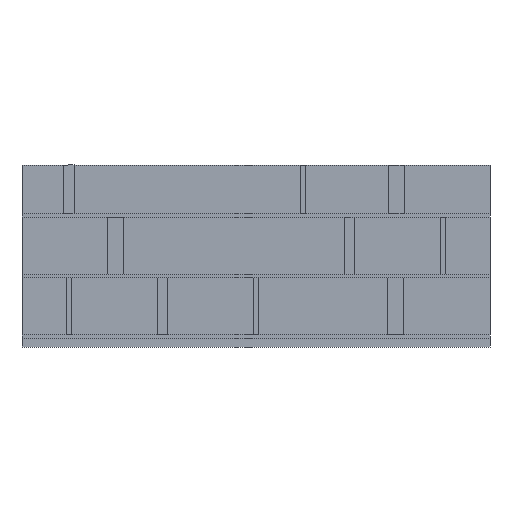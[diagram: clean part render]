
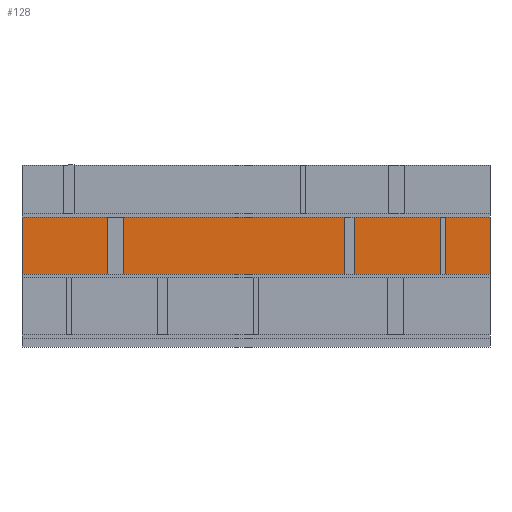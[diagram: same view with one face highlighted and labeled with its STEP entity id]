
A CAD part, front view. The second image highlights one B-rep face of the part: STEP entity #128.
In plain terms, the highlighted free-form (B-spline) face has degree [1, 1] with [2, 2] control points.
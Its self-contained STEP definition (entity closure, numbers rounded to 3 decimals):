
#128=ADVANCED_FACE($,(#230),#1182,.T.);
#230=FACE_OUTER_BOUND($,#332,.T.);
#332=EDGE_LOOP($,(#680,#681,#682,#683));
#680=ORIENTED_EDGE($,*,*,#927,.T.);
#681=ORIENTED_EDGE($,*,*,#924,.T.);
#682=ORIENTED_EDGE($,*,*,#926,.F.);
#683=ORIENTED_EDGE($,*,*,#921,.F.);
#921=EDGE_CURVE($,#1072,#1071,#1363,.T.);
#924=EDGE_CURVE($,#1075,#1074,#1366,.T.);
#926=EDGE_CURVE($,#1071,#1074,#1368,.T.);
#927=EDGE_CURVE($,#1072,#1075,#1369,.T.);
#1071=VERTEX_POINT($,#2279);
#1072=VERTEX_POINT($,#2280);
#1074=VERTEX_POINT($,#2282);
#1075=VERTEX_POINT($,#2283);
#1182=B_SPLINE_SURFACE_WITH_KNOTS($,1,1,((#2268,#2269),(#2270,#2271)),.UNSPECIFIED.,
.F.,.F.,.F.,(2,2),(2,2),(-350.,-20.),(0.,2700.),.UNSPECIFIED.);
#1363=B_SPLINE_CURVE_WITH_KNOTS($,1,(#2238,#2239),.UNSPECIFIED.,.F.,.F.,
(2,2),(20.,350.),.UNSPECIFIED.);
#1366=B_SPLINE_CURVE_WITH_KNOTS($,1,(#2244,#2245),.UNSPECIFIED.,.F.,.F.,
(2,2),(20.,350.),.UNSPECIFIED.);
#1368=B_SPLINE_CURVE_WITH_KNOTS($,1,(#2248,#2249),.UNSPECIFIED.,.F.,.F.,
(2,2),(0.,2700.),.UNSPECIFIED.);
#1369=B_SPLINE_CURVE_WITH_KNOTS($,1,(#2250,#2251),.UNSPECIFIED.,.F.,.F.,
(2,2),(0.,2700.),.UNSPECIFIED.);
#2238=CARTESIAN_POINT($,(304857.663,53109.391,750.));
#2239=CARTESIAN_POINT($,(304857.663,53109.391,420.));
#2244=CARTESIAN_POINT($,(302157.663,53109.391,750.));
#2245=CARTESIAN_POINT($,(302157.663,53109.391,420.));
#2248=CARTESIAN_POINT($,(304857.663,53109.391,420.));
#2249=CARTESIAN_POINT($,(302157.663,53109.391,420.));
#2250=CARTESIAN_POINT($,(304857.663,53109.391,750.));
#2251=CARTESIAN_POINT($,(302157.663,53109.391,750.));
#2268=CARTESIAN_POINT($,(304857.663,53109.391,420.));
#2269=CARTESIAN_POINT($,(302157.663,53109.391,420.));
#2270=CARTESIAN_POINT($,(304857.663,53109.391,750.));
#2271=CARTESIAN_POINT($,(302157.663,53109.391,750.));
#2279=CARTESIAN_POINT($,(304857.663,53109.391,420.));
#2280=CARTESIAN_POINT($,(304857.663,53109.391,750.));
#2282=CARTESIAN_POINT($,(302157.663,53109.391,420.));
#2283=CARTESIAN_POINT($,(302157.663,53109.391,750.));
